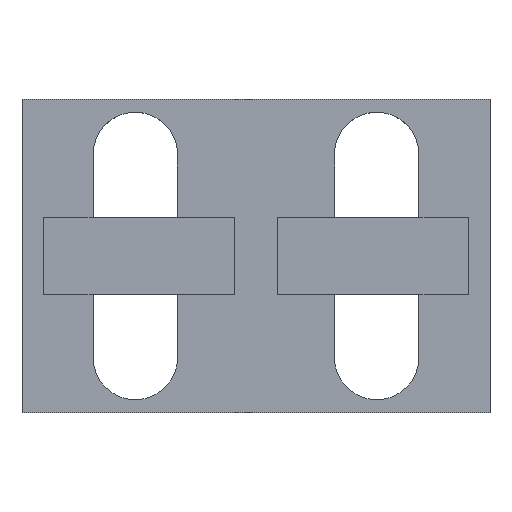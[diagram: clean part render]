
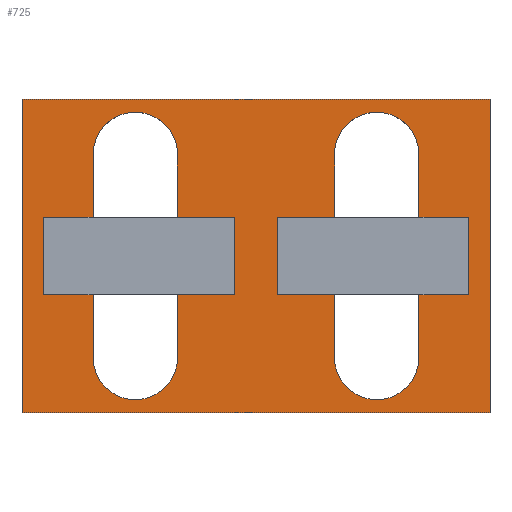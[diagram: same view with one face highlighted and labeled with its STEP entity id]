
A CAD part, top view. The second image highlights one B-rep face of the part: STEP entity #725.
In plain terms, the highlighted planar face has unit normal (0, 0, 1).
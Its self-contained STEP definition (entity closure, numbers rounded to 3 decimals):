
#15=FACE_BOUND('',#104,.T.);
#16=FACE_BOUND('',#105,.T.);
#22=CIRCLE('',#760,11.5);
#24=CIRCLE('',#765,11.5);
#26=CIRCLE('',#770,11.5);
#28=CIRCLE('',#778,11.5);
#67=FACE_OUTER_BOUND('',#103,.T.);
#103=EDGE_LOOP('',(#611,#612,#613,#614));
#104=EDGE_LOOP('',(#615,#616,#617,#618,#619,#620,#621,#622,#623,#624,#625,
#626));
#105=EDGE_LOOP('',(#627,#628,#629,#630,#631,#632,#633,#634,#635,#636,#637,
#638));
#126=LINE('',#1001,#218);
#129=LINE('',#1006,#221);
#131=LINE('',#1010,#223);
#147=LINE('',#1044,#239);
#150=LINE('',#1049,#242);
#152=LINE('',#1053,#244);
#155=LINE('',#1060,#247);
#157=LINE('',#1064,#249);
#159=LINE('',#1068,#251);
#161=LINE('',#1072,#253);
#164=LINE('',#1078,#256);
#168=LINE('',#1088,#260);
#170=LINE('',#1093,#262);
#174=LINE('',#1103,#266);
#176=LINE('',#1108,#268);
#180=LINE('',#1119,#272);
#182=LINE('',#1123,#274);
#184=LINE('',#1127,#276);
#186=LINE('',#1131,#278);
#189=LINE('',#1137,#281);
#193=LINE('',#1149,#285);
#196=LINE('',#1155,#288);
#199=LINE('',#1161,#291);
#202=LINE('',#1165,#294);
#218=VECTOR('',#810,10.);
#221=VECTOR('',#815,10.);
#223=VECTOR('',#819,10.);
#239=VECTOR('',#843,10.);
#242=VECTOR('',#848,10.);
#244=VECTOR('',#852,10.);
#247=VECTOR('',#857,10.);
#249=VECTOR('',#861,10.);
#251=VECTOR('',#865,10.);
#253=VECTOR('',#869,10.);
#256=VECTOR('',#874,10.);
#260=VECTOR('',#886,10.);
#262=VECTOR('',#890,10.);
#266=VECTOR('',#902,10.);
#268=VECTOR('',#906,10.);
#272=VECTOR('',#918,10.);
#274=VECTOR('',#922,10.);
#276=VECTOR('',#926,10.);
#278=VECTOR('',#930,10.);
#281=VECTOR('',#935,10.);
#285=VECTOR('',#947,10.);
#288=VECTOR('',#952,10.);
#291=VECTOR('',#957,10.);
#294=VECTOR('',#962,10.);
#307=VERTEX_POINT('',#998);
#308=VERTEX_POINT('',#1000);
#309=VERTEX_POINT('',#1004);
#310=VERTEX_POINT('',#1008);
#323=VERTEX_POINT('',#1041);
#324=VERTEX_POINT('',#1043);
#325=VERTEX_POINT('',#1047);
#326=VERTEX_POINT('',#1051);
#328=VERTEX_POINT('',#1057);
#329=VERTEX_POINT('',#1059);
#330=VERTEX_POINT('',#1063);
#331=VERTEX_POINT('',#1067);
#332=VERTEX_POINT('',#1071);
#334=VERTEX_POINT('',#1077);
#336=VERTEX_POINT('',#1083);
#338=VERTEX_POINT('',#1092);
#340=VERTEX_POINT('',#1101);
#342=VERTEX_POINT('',#1107);
#344=VERTEX_POINT('',#1113);
#345=VERTEX_POINT('',#1118);
#346=VERTEX_POINT('',#1122);
#347=VERTEX_POINT('',#1126);
#348=VERTEX_POINT('',#1130);
#350=VERTEX_POINT('',#1136);
#353=VERTEX_POINT('',#1146);
#354=VERTEX_POINT('',#1148);
#356=VERTEX_POINT('',#1154);
#358=VERTEX_POINT('',#1160);
#374=EDGE_CURVE('',#308,#307,#126,.T.);
#377=EDGE_CURVE('',#307,#309,#129,.T.);
#379=EDGE_CURVE('',#309,#310,#131,.T.);
#395=EDGE_CURVE('',#324,#323,#147,.T.);
#398=EDGE_CURVE('',#323,#325,#150,.T.);
#400=EDGE_CURVE('',#325,#326,#152,.T.);
#403=EDGE_CURVE('',#329,#328,#155,.T.);
#405=EDGE_CURVE('',#330,#329,#157,.T.);
#407=EDGE_CURVE('',#331,#330,#159,.T.);
#409=EDGE_CURVE('',#332,#331,#161,.T.);
#412=EDGE_CURVE('',#334,#332,#164,.T.);
#415=EDGE_CURVE('',#336,#334,#22,.T.);
#418=EDGE_CURVE('',#310,#336,#168,.T.);
#420=EDGE_CURVE('',#338,#308,#170,.T.);
#423=EDGE_CURVE('',#328,#338,#24,.T.);
#426=EDGE_CURVE('',#326,#340,#174,.T.);
#428=EDGE_CURVE('',#342,#324,#176,.T.);
#431=EDGE_CURVE('',#344,#342,#26,.T.);
#434=EDGE_CURVE('',#345,#344,#180,.T.);
#436=EDGE_CURVE('',#346,#345,#182,.T.);
#438=EDGE_CURVE('',#347,#346,#184,.T.);
#440=EDGE_CURVE('',#348,#347,#186,.T.);
#443=EDGE_CURVE('',#350,#348,#189,.T.);
#446=EDGE_CURVE('',#340,#350,#28,.T.);
#449=EDGE_CURVE('',#354,#353,#193,.T.);
#452=EDGE_CURVE('',#356,#354,#196,.T.);
#455=EDGE_CURVE('',#358,#356,#199,.T.);
#458=EDGE_CURVE('',#353,#358,#202,.T.);
#611=ORIENTED_EDGE('',*,*,#458,.T.);
#612=ORIENTED_EDGE('',*,*,#455,.T.);
#613=ORIENTED_EDGE('',*,*,#452,.T.);
#614=ORIENTED_EDGE('',*,*,#449,.T.);
#615=ORIENTED_EDGE('',*,*,#446,.T.);
#616=ORIENTED_EDGE('',*,*,#443,.T.);
#617=ORIENTED_EDGE('',*,*,#440,.T.);
#618=ORIENTED_EDGE('',*,*,#438,.T.);
#619=ORIENTED_EDGE('',*,*,#436,.T.);
#620=ORIENTED_EDGE('',*,*,#434,.T.);
#621=ORIENTED_EDGE('',*,*,#431,.T.);
#622=ORIENTED_EDGE('',*,*,#428,.T.);
#623=ORIENTED_EDGE('',*,*,#395,.T.);
#624=ORIENTED_EDGE('',*,*,#398,.T.);
#625=ORIENTED_EDGE('',*,*,#400,.T.);
#626=ORIENTED_EDGE('',*,*,#426,.T.);
#627=ORIENTED_EDGE('',*,*,#423,.T.);
#628=ORIENTED_EDGE('',*,*,#420,.T.);
#629=ORIENTED_EDGE('',*,*,#374,.T.);
#630=ORIENTED_EDGE('',*,*,#377,.T.);
#631=ORIENTED_EDGE('',*,*,#379,.T.);
#632=ORIENTED_EDGE('',*,*,#418,.T.);
#633=ORIENTED_EDGE('',*,*,#415,.T.);
#634=ORIENTED_EDGE('',*,*,#412,.T.);
#635=ORIENTED_EDGE('',*,*,#409,.T.);
#636=ORIENTED_EDGE('',*,*,#407,.T.);
#637=ORIENTED_EDGE('',*,*,#405,.T.);
#638=ORIENTED_EDGE('',*,*,#403,.T.);
#689=PLANE('',#783);
#725=ADVANCED_FACE('',(#67,#15,#16),#689,.T.);
#760=AXIS2_PLACEMENT_3D('',#1084,#880,#881);
#765=AXIS2_PLACEMENT_3D('',#1097,#896,#897);
#770=AXIS2_PLACEMENT_3D('',#1114,#912,#913);
#778=AXIS2_PLACEMENT_3D('',#1141,#941,#942);
#783=AXIS2_PLACEMENT_3D('',#1166,#963,#964);
#810=DIRECTION('',(-1.,0.,0.));
#815=DIRECTION('',(0.,1.,0.));
#819=DIRECTION('',(1.,0.,0.));
#843=DIRECTION('',(1.,0.,0.));
#848=DIRECTION('',(0.,-1.,0.));
#852=DIRECTION('',(-1.,0.,0.));
#857=DIRECTION('',(0.,-1.,0.));
#861=DIRECTION('',(-1.,0.,0.));
#865=DIRECTION('',(0.,-1.,0.));
#869=DIRECTION('',(1.,0.,0.));
#874=DIRECTION('',(0.,-1.,0.));
#880=DIRECTION('center_axis',(0.,0.,-1.));
#881=DIRECTION('ref_axis',(1.,0.,0.));
#886=DIRECTION('',(0.,1.,0.));
#890=DIRECTION('',(0.,1.,0.));
#896=DIRECTION('center_axis',(0.,0.,-1.));
#897=DIRECTION('ref_axis',(1.,0.,0.));
#902=DIRECTION('',(0.,-1.,0.));
#906=DIRECTION('',(0.,-1.,0.));
#912=DIRECTION('center_axis',(0.,0.,-1.));
#913=DIRECTION('ref_axis',(1.,0.,0.));
#918=DIRECTION('',(0.,1.,0.));
#922=DIRECTION('',(1.,0.,0.));
#926=DIRECTION('',(0.,1.,0.));
#930=DIRECTION('',(-1.,0.,0.));
#935=DIRECTION('',(0.,1.,0.));
#941=DIRECTION('center_axis',(0.,0.,-1.));
#942=DIRECTION('ref_axis',(1.,0.,0.));
#947=DIRECTION('',(-1.,0.,0.));
#952=DIRECTION('',(0.,1.,0.));
#957=DIRECTION('',(1.,0.,0.));
#962=DIRECTION('',(0.,-1.,0.));
#963=DIRECTION('center_axis',(0.,0.,1.));
#964=DIRECTION('ref_axis',(1.,0.,0.));
#998=CARTESIAN_POINT('',(69.25,32.,20.));
#1000=CARTESIAN_POINT('',(84.811,32.,20.));
#1001=CARTESIAN_POINT('',(69.25,32.,20.));
#1004=CARTESIAN_POINT('',(69.25,53.,20.));
#1006=CARTESIAN_POINT('',(69.25,53.,20.));
#1008=CARTESIAN_POINT('',(84.811,53.,20.));
#1010=CARTESIAN_POINT('',(121.25,53.,20.));
#1041=CARTESIAN_POINT('',(57.75,53.,20.));
#1043=CARTESIAN_POINT('',(42.189,53.,20.));
#1044=CARTESIAN_POINT('',(5.75,53.,20.));
#1047=CARTESIAN_POINT('',(57.75,32.,20.));
#1049=CARTESIAN_POINT('',(57.75,53.,20.));
#1051=CARTESIAN_POINT('',(42.189,32.,20.));
#1053=CARTESIAN_POINT('',(57.75,32.,20.));
#1057=CARTESIAN_POINT('',(107.71,15.956,20.));
#1059=CARTESIAN_POINT('',(107.71,32.,20.));
#1060=CARTESIAN_POINT('',(107.71,15.956,20.));
#1063=CARTESIAN_POINT('',(121.25,32.,20.));
#1064=CARTESIAN_POINT('',(69.25,32.,20.));
#1067=CARTESIAN_POINT('',(121.25,53.,20.));
#1068=CARTESIAN_POINT('',(121.25,32.,20.));
#1071=CARTESIAN_POINT('',(107.71,53.,20.));
#1072=CARTESIAN_POINT('',(121.25,53.,20.));
#1077=CARTESIAN_POINT('',(107.71,69.044,20.));
#1078=CARTESIAN_POINT('',(107.71,69.044,20.));
#1083=CARTESIAN_POINT('',(84.811,68.814,20.));
#1084=CARTESIAN_POINT('Origin',(96.25,70.,20.));
#1088=CARTESIAN_POINT('',(84.811,68.814,20.));
#1092=CARTESIAN_POINT('',(84.811,16.186,20.));
#1093=CARTESIAN_POINT('',(84.811,16.186,20.));
#1097=CARTESIAN_POINT('Origin',(96.25,15.,20.));
#1101=CARTESIAN_POINT('',(42.189,16.186,20.));
#1103=CARTESIAN_POINT('',(42.189,16.186,20.));
#1107=CARTESIAN_POINT('',(42.189,68.814,20.));
#1108=CARTESIAN_POINT('',(42.189,68.814,20.));
#1113=CARTESIAN_POINT('',(19.29,69.044,20.));
#1114=CARTESIAN_POINT('Origin',(30.75,70.,20.));
#1118=CARTESIAN_POINT('',(19.29,53.,20.));
#1119=CARTESIAN_POINT('',(19.29,69.044,20.));
#1122=CARTESIAN_POINT('',(5.75,53.,20.));
#1123=CARTESIAN_POINT('',(5.75,53.,20.));
#1126=CARTESIAN_POINT('',(5.75,32.,20.));
#1127=CARTESIAN_POINT('',(5.75,32.,20.));
#1130=CARTESIAN_POINT('',(19.29,32.,20.));
#1131=CARTESIAN_POINT('',(57.75,32.,20.));
#1136=CARTESIAN_POINT('',(19.29,15.956,20.));
#1137=CARTESIAN_POINT('',(19.29,15.956,20.));
#1141=CARTESIAN_POINT('Origin',(30.75,15.,20.));
#1146=CARTESIAN_POINT('',(0.,85.,20.));
#1148=CARTESIAN_POINT('',(127.,85.,20.));
#1149=CARTESIAN_POINT('',(127.,85.,20.));
#1154=CARTESIAN_POINT('',(127.,0.,20.));
#1155=CARTESIAN_POINT('',(127.,0.,20.));
#1160=CARTESIAN_POINT('',(0.,0.,20.));
#1161=CARTESIAN_POINT('',(0.,0.,20.));
#1165=CARTESIAN_POINT('',(0.,85.,20.));
#1166=CARTESIAN_POINT('Origin',(63.5,42.5,20.));
